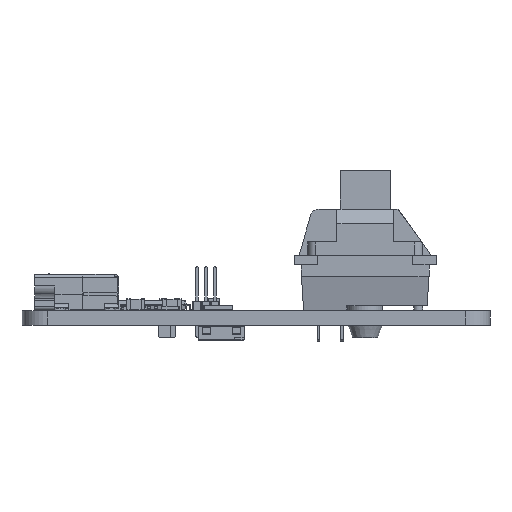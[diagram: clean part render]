
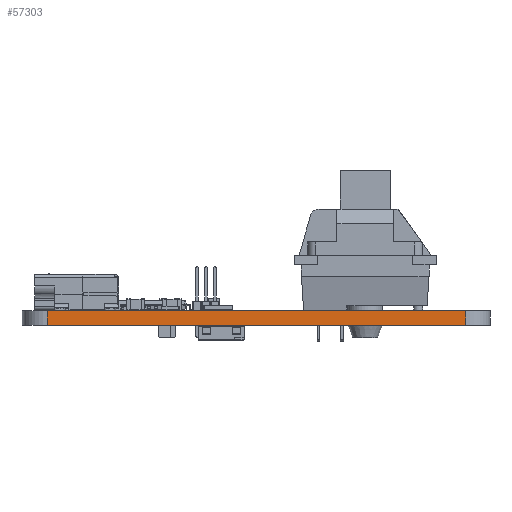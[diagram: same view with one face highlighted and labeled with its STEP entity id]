
A CAD part, left-side view. The second image highlights one B-rep face of the part: STEP entity #57303.
In plain terms, the highlighted planar face has unit normal (-1, -0.001, 0).
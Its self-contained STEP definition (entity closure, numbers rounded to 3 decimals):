
#56452 = VERTEX_POINT('',#56453);
#56453 = CARTESIAN_POINT('',(153.143,-54.21,0.));
#56460 = EDGE_CURVE('',#56461,#56452,#56463,.T.);
#56461 = VERTEX_POINT('',#56462);
#56462 = CARTESIAN_POINT('',(153.168,-100.095,0.));
#56463 = LINE('',#56464,#56465);
#56464 = CARTESIAN_POINT('',(153.168,-100.095,0.));
#56465 = VECTOR('',#56466,1.);
#56466 = DIRECTION('',(-0.001,1.,0.));
#56864 = VERTEX_POINT('',#56865);
#56865 = CARTESIAN_POINT('',(153.143,-54.21,1.6));
#56872 = EDGE_CURVE('',#56873,#56864,#56875,.T.);
#56873 = VERTEX_POINT('',#56874);
#56874 = CARTESIAN_POINT('',(153.168,-100.095,1.6));
#56875 = LINE('',#56876,#56877);
#56876 = CARTESIAN_POINT('',(153.168,-100.095,1.6));
#56877 = VECTOR('',#56878,1.);
#56878 = DIRECTION('',(-0.001,1.,0.));
#57273 = EDGE_CURVE('',#56452,#56864,#57274,.T.);
#57274 = LINE('',#57275,#57276);
#57275 = CARTESIAN_POINT('',(153.143,-54.21,0.));
#57276 = VECTOR('',#57277,1.);
#57277 = DIRECTION('',(0.,0.,1.));
#57303 = ADVANCED_FACE('',(#57304),#57315,.T.);
#57304 = FACE_BOUND('',#57305,.T.);
#57305 = EDGE_LOOP('',(#57306,#57312,#57313,#57314));
#57306 = ORIENTED_EDGE('',*,*,#57307,.T.);
#57307 = EDGE_CURVE('',#56461,#56873,#57308,.T.);
#57308 = LINE('',#57309,#57310);
#57309 = CARTESIAN_POINT('',(153.168,-100.095,0.));
#57310 = VECTOR('',#57311,1.);
#57311 = DIRECTION('',(0.,0.,1.));
#57312 = ORIENTED_EDGE('',*,*,#56872,.T.);
#57313 = ORIENTED_EDGE('',*,*,#57273,.F.);
#57314 = ORIENTED_EDGE('',*,*,#56460,.F.);
#57315 = PLANE('',#57316);
#57316 = AXIS2_PLACEMENT_3D('',#57317,#57318,#57319);
#57317 = CARTESIAN_POINT('',(153.168,-100.095,0.));
#57318 = DIRECTION('',(-1.,-0.001,0.));
#57319 = DIRECTION('',(-0.001,1.,0.));
